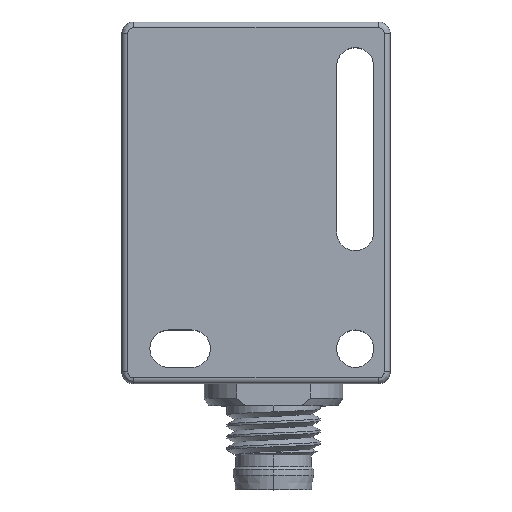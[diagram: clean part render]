
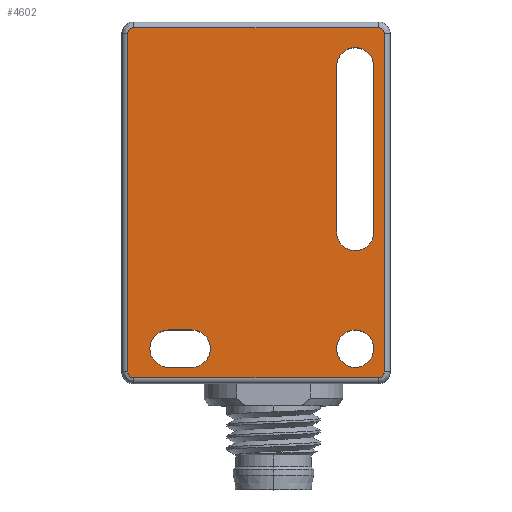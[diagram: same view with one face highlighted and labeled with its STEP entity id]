
A CAD part, top view. The second image highlights one B-rep face of the part: STEP entity #4602.
In plain terms, the highlighted planar face has unit normal (0, 0, 1).
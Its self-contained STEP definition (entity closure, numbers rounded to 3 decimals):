
#564=DIRECTION('',(1.,0.,0.));
#565=VECTOR('',#564,21.);
#566=CARTESIAN_POINT('',(1.,-30.5,5.5));
#567=LINE('',#566,#565);
#578=CARTESIAN_POINT('',(1.,-30.,5.5));
#579=DIRECTION('',(0.,0.,1.));
#580=DIRECTION('',(-1.,0.,0.));
#581=AXIS2_PLACEMENT_3D('',#578,#579,#580);
#602=CARTESIAN_POINT('',(20.,-28.,5.5));
#603=DIRECTION('',(0.,0.,1.));
#604=DIRECTION('',(1.,0.,0.));
#605=AXIS2_PLACEMENT_3D('',#602,#603,#604);
#610=CARTESIAN_POINT('',(20.,-28.,5.5));
#611=DIRECTION('',(0.,0.,1.));
#612=DIRECTION('',(-1.,0.,0.));
#613=AXIS2_PLACEMENT_3D('',#610,#611,#612);
#618=CARTESIAN_POINT('',(20.,-3.8,5.5));
#619=DIRECTION('',(0.,0.,1.));
#620=DIRECTION('',(1.,0.,0.));
#621=AXIS2_PLACEMENT_3D('',#618,#619,#620);
#626=DIRECTION('',(0.,-1.,0.));
#627=VECTOR('',#626,14.2);
#628=CARTESIAN_POINT('',(18.4,-3.8,5.5));
#629=LINE('',#628,#627);
#633=CARTESIAN_POINT('',(20.,-18.,5.5));
#634=DIRECTION('',(0.,0.,1.));
#635=DIRECTION('',(-1.,0.,0.));
#636=AXIS2_PLACEMENT_3D('',#633,#634,#635);
#641=DIRECTION('',(0.,1.,0.));
#642=VECTOR('',#641,14.2);
#643=CARTESIAN_POINT('',(21.6,-18.,5.5));
#644=LINE('',#643,#642);
#648=CARTESIAN_POINT('',(4.,-28.,5.5));
#649=DIRECTION('',(0.,0.,1.));
#650=DIRECTION('',(0.,1.,0.));
#651=AXIS2_PLACEMENT_3D('',#648,#649,#650);
#656=DIRECTION('',(1.,0.,0.));
#657=VECTOR('',#656,2.);
#658=CARTESIAN_POINT('',(4.,-29.6,5.5));
#659=LINE('',#658,#657);
#663=CARTESIAN_POINT('',(6.,-28.,5.5));
#664=DIRECTION('',(0.,0.,1.));
#665=DIRECTION('',(0.,-1.,0.));
#666=AXIS2_PLACEMENT_3D('',#663,#664,#665);
#671=DIRECTION('',(-1.,0.,0.));
#672=VECTOR('',#671,2.);
#673=CARTESIAN_POINT('',(6.,-26.4,5.5));
#674=LINE('',#673,#672);
#678=CARTESIAN_POINT('',(1.,-1.,5.5));
#679=DIRECTION('',(0.,0.,1.));
#680=DIRECTION('',(0.,1.,0.));
#681=AXIS2_PLACEMENT_3D('',#678,#679,#680);
#702=DIRECTION('',(0.,-1.,0.));
#703=VECTOR('',#702,29.);
#704=CARTESIAN_POINT('',(0.5,-1.,5.5));
#705=LINE('',#704,#703);
#1136=DIRECTION('',(-1.,0.,0.));
#1137=VECTOR('',#1136,21.);
#1138=CARTESIAN_POINT('',(22.,-0.5,5.5));
#1139=LINE('',#1138,#1137);
#1158=CARTESIAN_POINT('',(22.,-1.,5.5));
#1159=DIRECTION('',(0.,0.,1.));
#1160=DIRECTION('',(1.,0.,0.));
#1161=AXIS2_PLACEMENT_3D('',#1158,#1159,#1160);
#1182=DIRECTION('',(0.,1.,0.));
#1183=VECTOR('',#1182,29.);
#1184=CARTESIAN_POINT('',(22.5,-30.,5.5));
#1185=LINE('',#1184,#1183);
#1204=CARTESIAN_POINT('',(22.,-30.,5.5));
#1205=DIRECTION('',(0.,0.,1.));
#1206=DIRECTION('',(0.,-1.,0.));
#1207=AXIS2_PLACEMENT_3D('',#1204,#1205,#1206);
#3652=CARTESIAN_POINT('',(21.6,-28.,5.5));
#3653=CARTESIAN_POINT('',(18.4,-28.,5.5));
#3654=VERTEX_POINT('',#3652);
#3655=VERTEX_POINT('',#3653);
#3656=CARTESIAN_POINT('',(21.6,-3.8,5.5));
#3657=CARTESIAN_POINT('',(18.4,-3.8,5.5));
#3658=VERTEX_POINT('',#3656);
#3659=VERTEX_POINT('',#3657);
#3660=CARTESIAN_POINT('',(18.4,-18.,5.5));
#3661=VERTEX_POINT('',#3660);
#3662=CARTESIAN_POINT('',(21.6,-18.,5.5));
#3663=VERTEX_POINT('',#3662);
#3688=CARTESIAN_POINT('',(4.,-26.4,5.5));
#3689=CARTESIAN_POINT('',(4.,-29.6,5.5));
#3690=VERTEX_POINT('',#3688);
#3691=VERTEX_POINT('',#3689);
#3692=CARTESIAN_POINT('',(6.,-29.6,5.5));
#3693=VERTEX_POINT('',#3692);
#3694=CARTESIAN_POINT('',(6.,-26.4,5.5));
#3695=VERTEX_POINT('',#3694);
#3744=CARTESIAN_POINT('',(1.,-0.5,5.5));
#3745=CARTESIAN_POINT('',(0.5,-1.,5.5));
#3746=VERTEX_POINT('',#3744);
#3747=VERTEX_POINT('',#3745);
#3752=CARTESIAN_POINT('',(0.5,-30.,5.5));
#3753=VERTEX_POINT('',#3752);
#3756=CARTESIAN_POINT('',(1.,-30.5,5.5));
#3757=VERTEX_POINT('',#3756);
#3760=CARTESIAN_POINT('',(22.,-30.5,5.5));
#3761=VERTEX_POINT('',#3760);
#3762=CARTESIAN_POINT('',(22.5,-30.,5.5));
#3763=VERTEX_POINT('',#3762);
#3768=CARTESIAN_POINT('',(22.5,-1.,5.5));
#3769=VERTEX_POINT('',#3768);
#3772=CARTESIAN_POINT('',(22.,-0.5,5.5));
#3773=VERTEX_POINT('',#3772);
#4555=CARTESIAN_POINT('',(0.,0.,5.5));
#4556=DIRECTION('',(0.,0.,1.));
#4557=DIRECTION('',(1.,0.,0.));
#4558=AXIS2_PLACEMENT_3D('',#4555,#4556,#4557);
#4559=PLANE('',#4558);
#4561=ORIENTED_EDGE('',*,*,#4560,.F.);
#4563=ORIENTED_EDGE('',*,*,#4562,.F.);
#4565=ORIENTED_EDGE('',*,*,#4564,.F.);
#4567=ORIENTED_EDGE('',*,*,#4566,.F.);
#4569=ORIENTED_EDGE('',*,*,#4568,.F.);
#4570=ORIENTED_EDGE('',*,*,#4521,.F.);
#4571=ORIENTED_EDGE('',*,*,#4546,.F.);
#4573=ORIENTED_EDGE('',*,*,#4572,.F.);
#4574=EDGE_LOOP('',(#4561,#4563,#4565,#4567,#4569,#4570,#4571,#4573));
#4575=FACE_OUTER_BOUND('',#4574,.F.);
#4577=ORIENTED_EDGE('',*,*,#4576,.T.);
#4579=ORIENTED_EDGE('',*,*,#4578,.T.);
#4580=EDGE_LOOP('',(#4577,#4579));
#4581=FACE_BOUND('',#4580,.F.);
#4583=ORIENTED_EDGE('',*,*,#4582,.T.);
#4585=ORIENTED_EDGE('',*,*,#4584,.T.);
#4587=ORIENTED_EDGE('',*,*,#4586,.T.);
#4589=ORIENTED_EDGE('',*,*,#4588,.T.);
#4590=EDGE_LOOP('',(#4583,#4585,#4587,#4589));
#4591=FACE_BOUND('',#4590,.F.);
#4593=ORIENTED_EDGE('',*,*,#4592,.T.);
#4595=ORIENTED_EDGE('',*,*,#4594,.T.);
#4597=ORIENTED_EDGE('',*,*,#4596,.T.);
#4599=ORIENTED_EDGE('',*,*,#4598,.T.);
#4600=EDGE_LOOP('',(#4593,#4595,#4597,#4599));
#4601=FACE_BOUND('',#4600,.F.);
#4602=ADVANCED_FACE('',(#4575,#4581,#4591,#4601),#4559,.T.);
#582=CIRCLE('',#581,0.5);
#606=CIRCLE('',#605,1.6);
#614=CIRCLE('',#613,1.6);
#622=CIRCLE('',#621,1.6);
#637=CIRCLE('',#636,1.6);
#652=CIRCLE('',#651,1.6);
#667=CIRCLE('',#666,1.6);
#682=CIRCLE('',#681,0.5);
#1162=CIRCLE('',#1161,0.5);
#1208=CIRCLE('',#1207,0.5);
#4521=EDGE_CURVE('',#3757,#3761,#567,.T.);
#4546=EDGE_CURVE('',#3753,#3757,#582,.T.);
#4560=EDGE_CURVE('',#3746,#3747,#682,.T.);
#4562=EDGE_CURVE('',#3773,#3746,#1139,.T.);
#4564=EDGE_CURVE('',#3769,#3773,#1162,.T.);
#4566=EDGE_CURVE('',#3763,#3769,#1185,.T.);
#4568=EDGE_CURVE('',#3761,#3763,#1208,.T.);
#4572=EDGE_CURVE('',#3747,#3753,#705,.T.);
#4576=EDGE_CURVE('',#3654,#3655,#606,.T.);
#4578=EDGE_CURVE('',#3655,#3654,#614,.T.);
#4582=EDGE_CURVE('',#3658,#3659,#622,.T.);
#4584=EDGE_CURVE('',#3659,#3661,#629,.T.);
#4586=EDGE_CURVE('',#3661,#3663,#637,.T.);
#4588=EDGE_CURVE('',#3663,#3658,#644,.T.);
#4592=EDGE_CURVE('',#3690,#3691,#652,.T.);
#4594=EDGE_CURVE('',#3691,#3693,#659,.T.);
#4596=EDGE_CURVE('',#3693,#3695,#667,.T.);
#4598=EDGE_CURVE('',#3695,#3690,#674,.T.);
